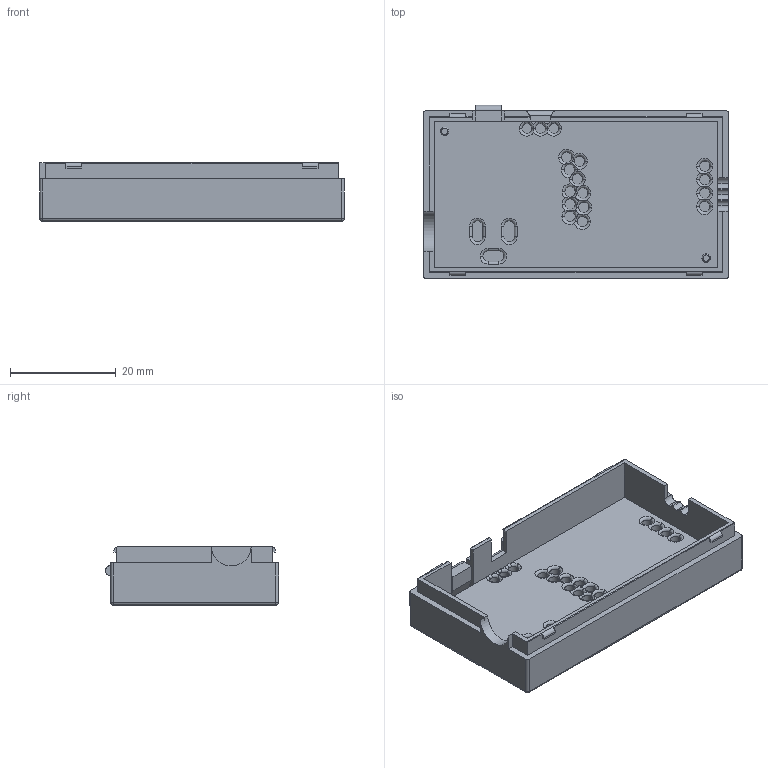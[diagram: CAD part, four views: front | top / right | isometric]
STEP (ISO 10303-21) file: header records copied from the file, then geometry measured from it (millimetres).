
FILE_DESCRIPTION (( 'STEP AP214' ), '1' );
FILE_NAME ('LedBox_V2.1_REV_00_V0_Bottom.STEP', '2022-06-17T14:58:43', ( '' ), ( '' ), '', '', '' );
FILE_SCHEMA (( 'AUTOMOTIVE_DESIGN' ));
Length unit declared in the file: millimetre
Products named in the file (1): LedBox_V2.1_REV_00_V0_Bottom
Bounding box: 57.69 x 32.77 x 11 mm (x, y, z)
Volume: 7388.3 mm3; surface area: 7077.3 mm2
Topology: 1 solids, 1 shells, 226 faces, 577 edges, 356 vertices
Faces by surface type: plane 94, cylinder 77, torus 48, sphere 4, bspline 3
Entity records: 7022 total; most frequent: CARTESIAN_POINT 1401, DIRECTION 1260, ORIENTED_EDGE 1146, EDGE_CURVE 573, AXIS2_PLACEMENT_3D 498, VERTEX_POINT 356, CIRCLE 274, VECTOR 264
